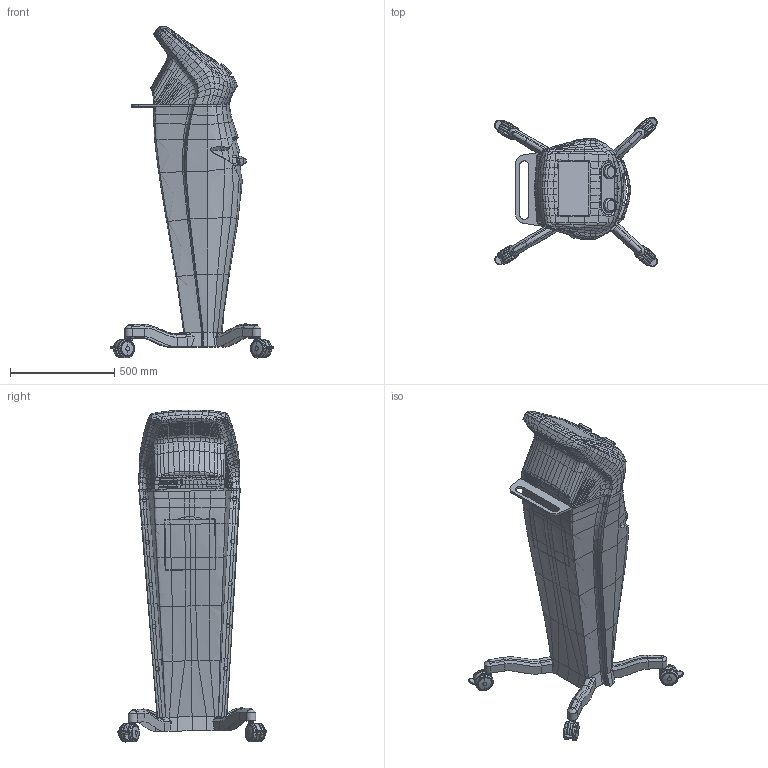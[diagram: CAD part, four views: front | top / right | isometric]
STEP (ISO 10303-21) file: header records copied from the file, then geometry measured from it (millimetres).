
FILE_DESCRIPTION(('FreeCAD Model'),'2;1');
FILE_NAME('Open CASCADE Shape Model','2025-04-29T11:34:54',('FreeCAD'),( 'FreeCAD'),'Open CASCADE STEP processor 7.6','FreeCAD','Unknown');
FILE_SCHEMA(('AUTOMOTIVE_DESIGN { 1 0 10303 214 1 1 1 1 }'));
Products named in the file (1): Open CASCADE STEP translator 7.6 1
Bounding box: 784.18 x 717.98 x 1594.56 mm (x, y, z)
Volume: 812316.3 mm3; surface area: 3348103.7 mm2
Topology: 8 solids, 78 shells, 2811 faces, 7883 edges, 5082 vertices
Faces by surface type: bspline 2811
Entity records: 275538 total; most frequent: CARTESIAN_POINT 231724, ORIENTED_EDGE 13424, EDGE_CURVE 7835, B_SPLINE_CURVE_WITH_KNOTS 6622, VERTEX_POINT 5082, FACE_BOUND 2850, EDGE_LOOP 2850, ADVANCED_FACE 2811
